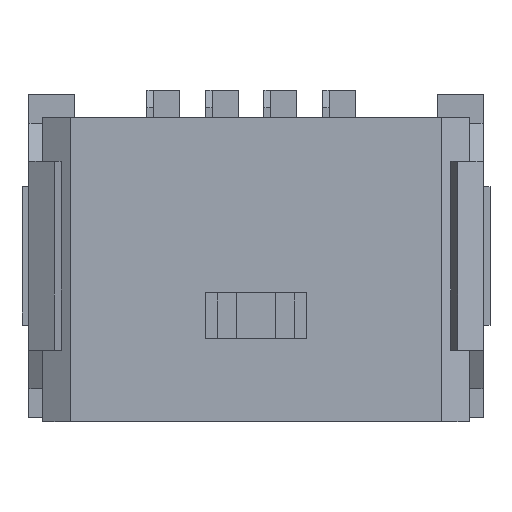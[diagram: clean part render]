
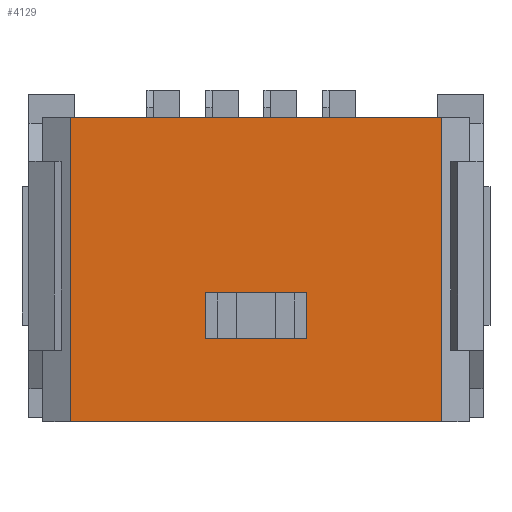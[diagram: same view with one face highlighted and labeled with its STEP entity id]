
A CAD part, top view. The second image highlights one B-rep face of the part: STEP entity #4129.
In plain terms, the highlighted planar face has unit normal (0, 0, 1).
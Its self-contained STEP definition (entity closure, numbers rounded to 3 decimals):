
#21=FACE_BOUND('',#500,.T.);
#263=FACE_OUTER_BOUND('',#499,.T.);
#499=EDGE_LOOP('',(#3493,#3494,#3495,#3496));
#500=EDGE_LOOP('',(#3497,#3498,#3499,#3500));
#962=LINE('',#6379,#1514);
#1002=LINE('',#6457,#1554);
#1016=LINE('',#6481,#1568);
#1017=LINE('',#6483,#1569);
#1018=LINE('',#6486,#1570);
#1019=LINE('',#6488,#1571);
#1020=LINE('',#6490,#1572);
#1021=LINE('',#6491,#1573);
#1514=VECTOR('',#5235,8.06);
#1554=VECTOR('',#5287,8.06);
#1568=VECTOR('',#5305,6.6);
#1569=VECTOR('',#5308,6.6);
#1570=VECTOR('',#5309,2.2);
#1571=VECTOR('',#5310,1.);
#1572=VECTOR('',#5311,2.2);
#1573=VECTOR('',#5312,1.);
#1941=VERTEX_POINT('',#6376);
#1942=VERTEX_POINT('',#6378);
#1973=VERTEX_POINT('',#6454);
#1974=VERTEX_POINT('',#6456);
#1983=VERTEX_POINT('',#6484);
#1984=VERTEX_POINT('',#6485);
#1985=VERTEX_POINT('',#6487);
#1986=VERTEX_POINT('',#6489);
#2450=EDGE_CURVE('',#1942,#1941,#962,.T.);
#2490=EDGE_CURVE('',#1973,#1974,#1002,.T.);
#2504=EDGE_CURVE('',#1973,#1942,#1016,.T.);
#2505=EDGE_CURVE('',#1974,#1941,#1017,.T.);
#2506=EDGE_CURVE('',#1983,#1984,#1018,.T.);
#2507=EDGE_CURVE('',#1985,#1983,#1019,.T.);
#2508=EDGE_CURVE('',#1986,#1985,#1020,.T.);
#2509=EDGE_CURVE('',#1984,#1986,#1021,.T.);
#3493=ORIENTED_EDGE('',*,*,#2450,.T.);
#3494=ORIENTED_EDGE('',*,*,#2505,.F.);
#3495=ORIENTED_EDGE('',*,*,#2490,.F.);
#3496=ORIENTED_EDGE('',*,*,#2504,.T.);
#3497=ORIENTED_EDGE('',*,*,#2506,.F.);
#3498=ORIENTED_EDGE('',*,*,#2507,.F.);
#3499=ORIENTED_EDGE('',*,*,#2508,.F.);
#3500=ORIENTED_EDGE('',*,*,#2509,.F.);
#3896=PLANE('',#4394);
#4129=ADVANCED_FACE('',(#263,#21),#3896,.F.);
#4394=AXIS2_PLACEMENT_3D('',#6482,#5306,#5307);
#5235=DIRECTION('',(-1.,0.,0.));
#5287=DIRECTION('',(-1.,0.,0.));
#5305=DIRECTION('',(0.,1.,0.));
#5306=DIRECTION('center_axis',(0.,0.,
-1.));
#5307=DIRECTION('ref_axis',(1.,0.,0.));
#5308=DIRECTION('',(0.,1.,0.));
#5309=DIRECTION('',(-1.,0.,0.));
#5310=DIRECTION('',(0.,1.,0.));
#5311=DIRECTION('',(1.,0.,0.));
#5312=DIRECTION('',(0.,-1.,0.));
#6376=CARTESIAN_POINT('',(-4.03,0.5,2.98));
#6378=CARTESIAN_POINT('',(4.03,0.5,2.98));
#6379=CARTESIAN_POINT('',(4.03,0.5,2.98));
#6454=CARTESIAN_POINT('',(4.03,-6.1,2.98));
#6456=CARTESIAN_POINT('',(-4.03,-6.1,2.98));
#6457=CARTESIAN_POINT('',(4.03,-6.1,2.98));
#6481=CARTESIAN_POINT('',(4.03,-6.1,2.98));
#6482=CARTESIAN_POINT('Origin',(4.03,-6.1,2.98));
#6483=CARTESIAN_POINT('',(-4.03,-6.1,2.98));
#6484=CARTESIAN_POINT('',(1.1,-3.3,2.98));
#6485=CARTESIAN_POINT('',(-1.1,-3.3,2.98));
#6486=CARTESIAN_POINT('',(1.1,-3.3,2.98));
#6487=CARTESIAN_POINT('',(1.1,-4.3,2.98));
#6488=CARTESIAN_POINT('',(1.1,-3.3,2.98));
#6489=CARTESIAN_POINT('',(-1.1,-4.3,2.98));
#6490=CARTESIAN_POINT('',(1.1,-4.3,2.98));
#6491=CARTESIAN_POINT('',(-1.1,-3.3,2.98));
